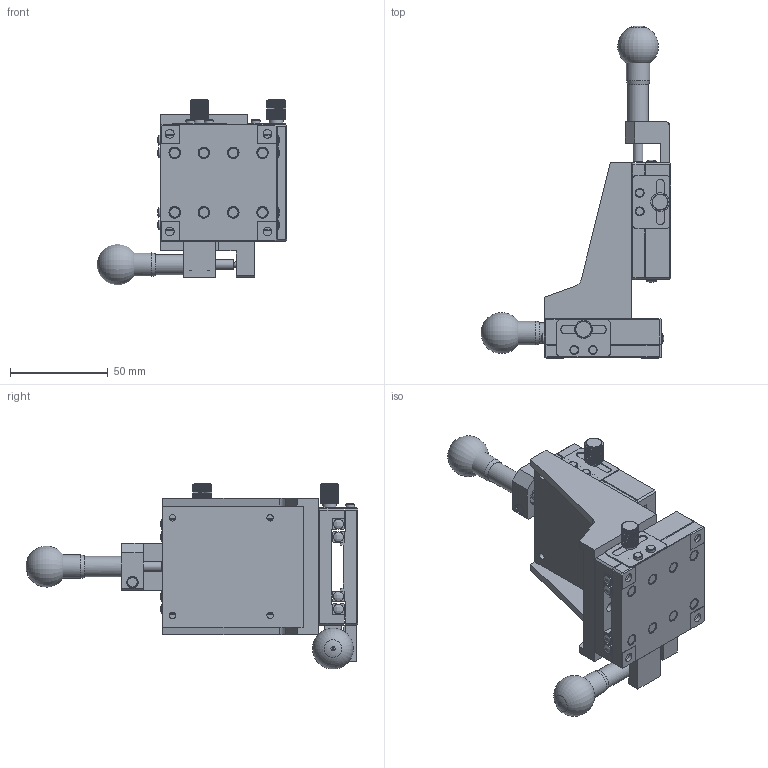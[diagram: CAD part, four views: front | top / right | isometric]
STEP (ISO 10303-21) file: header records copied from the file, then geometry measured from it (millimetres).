
FILE_DESCRIPTION (( 'STEP AP203' ), '1' );
FILE_NAME ('528892.STEP', '2024-11-13T03:19:33', ( 'Windows User' ), ( 'P R C' ), 'SwSTEP 2.0', 'SolidWorks 2020', '' );
FILE_SCHEMA (( 'CONFIG_CONTROL_DESIGN' ));
Length unit declared in the file: millimetre
Products named in the file (1): 528892
Bounding box: 97.25 x 170 x 95.2 mm (x, y, z)
Volume: 207060.5 mm3; surface area: 88115.6 mm2
Topology: 9 solids, 9 shells, 4723 faces, 9951 edges, 5324 vertices
Faces by surface type: bspline 2915, cylinder 935, plane 607, cone 263, torus 3
Full cylindrical faces by diameter (mm): 2.459 x8, 3 x3, 3.242 x8, 3.3 x4, 4.5 x16, 4.917 x8, 4.968 x1, 5 x19, 5.5 x23, 5.8 x2, 5.9 x19, 7 x2, 8 x12, 9 x2, 9.5 x1, 10.4 x1, 10.5 x1, 12 x1, 12.034 x2, 13.835 x2
Entity records: 174592 total; most frequent: CARTESIAN_POINT 108511, ORIENTED_EDGE 19404, EDGE_CURVE 9702, DIRECTION 6430, VERTEX_POINT 5276, EDGE_LOOP 5072, FACE_OUTER_BOUND 4876, ADVANCED_FACE 4723
